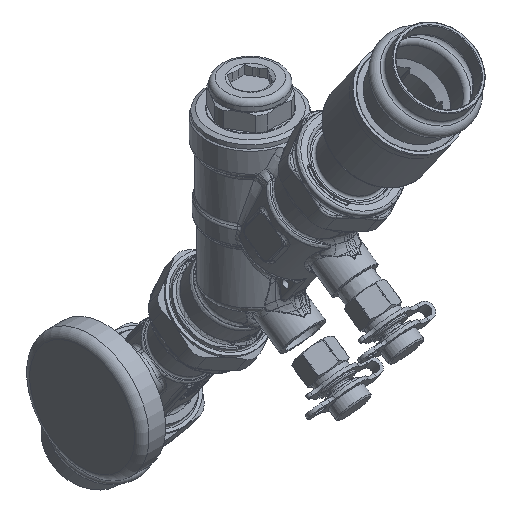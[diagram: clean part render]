
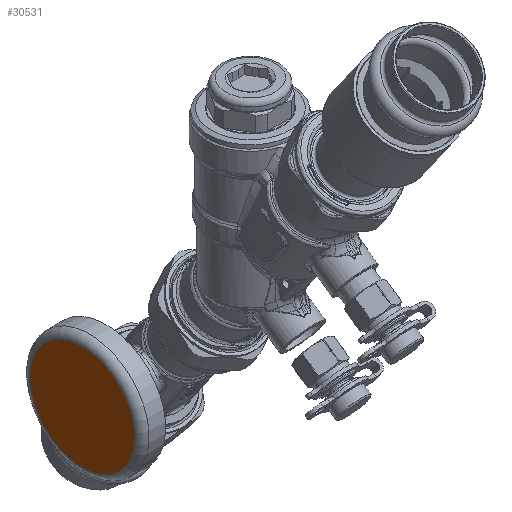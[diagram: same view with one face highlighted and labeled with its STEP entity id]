
A CAD part, isometric view. The second image highlights one B-rep face of the part: STEP entity #30531.
In plain terms, the highlighted planar face has unit normal (-1, 0, 0).
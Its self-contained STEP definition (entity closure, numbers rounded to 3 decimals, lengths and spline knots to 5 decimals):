
#3566=PLANE('',#32899);
#5066=FACE_OUTER_BOUND('',#7001,.T.);
#7001=EDGE_LOOP('',(#24547));
#8563=CIRCLE('',#32893,0.905);
#12770=VERTEX_POINT('',#162758);
#16760=EDGE_CURVE('',#12770,#12770,#8563,.T.);
#24547=ORIENTED_EDGE('',*,*,#16760,.F.);
#30531=ADVANCED_FACE('',(#5066),#3566,.T.);
#32893=AXIS2_PLACEMENT_3D('',#162759,#37973,#37974);
#32899=AXIS2_PLACEMENT_3D('',#162769,#37986,#37987);
#37973=DIRECTION('center_axis',(1.,0.,0.));
#37974=DIRECTION('ref_axis',(0.,-0.574,0.819));
#37986=DIRECTION('center_axis',(-1.,0.,0.));
#37987=DIRECTION('ref_axis',(0.,0.574,-0.819));
#162758=CARTESIAN_POINT('',(-1.4924,0.88937,-3.66992));
#162759=CARTESIAN_POINT('Origin',(-1.4924,1.40846,-4.41125));
#162769=CARTESIAN_POINT('Origin',(-1.4924,1.40846,-4.41125));
